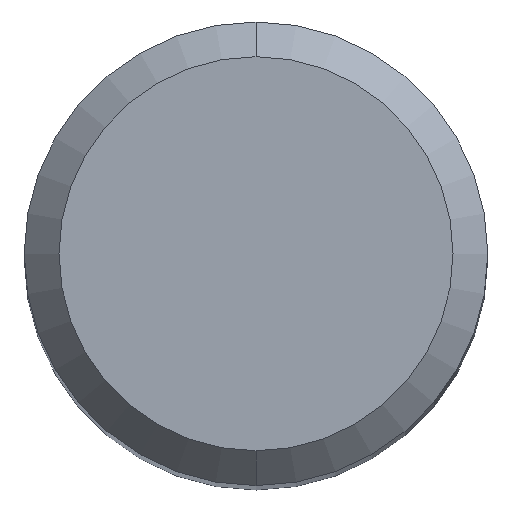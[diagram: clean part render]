
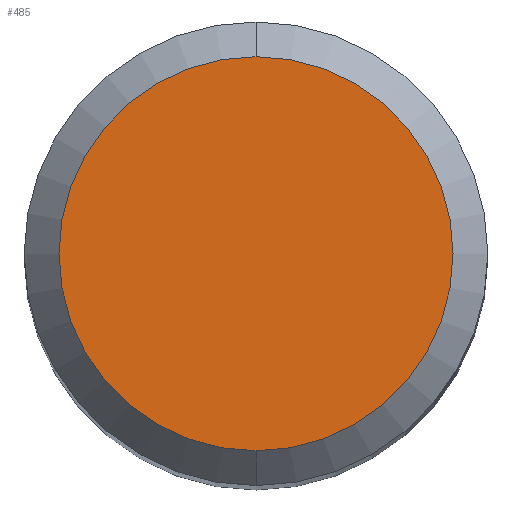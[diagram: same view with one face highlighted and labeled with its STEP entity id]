
A CAD part, top view. The second image highlights one B-rep face of the part: STEP entity #485.
In plain terms, the highlighted planar face has unit normal (0, 0, 1).
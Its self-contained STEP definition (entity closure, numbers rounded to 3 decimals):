
#233=VERTEX_POINT('',#624);
#377=EDGE_CURVE('',#575,#233,#777,.T.);
#485=ADVANCED_FACE('',(#903),#904,.T.);
#547=EDGE_CURVE('',#233,#575,#971,.T.);
#575=VERTEX_POINT('',#1002);
#624=CARTESIAN_POINT('',(0.0,1.7,0.0));
#777=CIRCLE('',#1345,1.7);
#903=FACE_OUTER_BOUND('',#1543,.T.);
#904=PLANE('',#1544);
#971=CIRCLE('',#1707,1.7);
#1002=CARTESIAN_POINT('',(0.,-1.7,0.0));
#1345=AXIS2_PLACEMENT_3D('',#1944,#1945,#1946);
#1543=EDGE_LOOP('',(#2132,#2133));
#1544=AXIS2_PLACEMENT_3D('',#2134,#2135,#2136);
#1707=AXIS2_PLACEMENT_3D('',#2189,#2190,#2191);
#1944=CARTESIAN_POINT('',(0.0,0.0,0.0));
#1945=DIRECTION('',(0.0,0.0,-1.0));
#1946=DIRECTION('',(0.0,1.0,0.0));
#2132=ORIENTED_EDGE('',*,*,#547,.F.);
#2133=ORIENTED_EDGE('',*,*,#377,.F.);
#2134=CARTESIAN_POINT('',(0.0,0.85,0.0));
#2135=DIRECTION('',(-0.0,0.0,1.0));
#2136=DIRECTION('',(0.0,-1.0,0.0));
#2189=CARTESIAN_POINT('',(0.0,0.0,0.0));
#2190=DIRECTION('',(0.0,0.0,-1.0));
#2191=DIRECTION('',(0.0,1.0,0.0));
